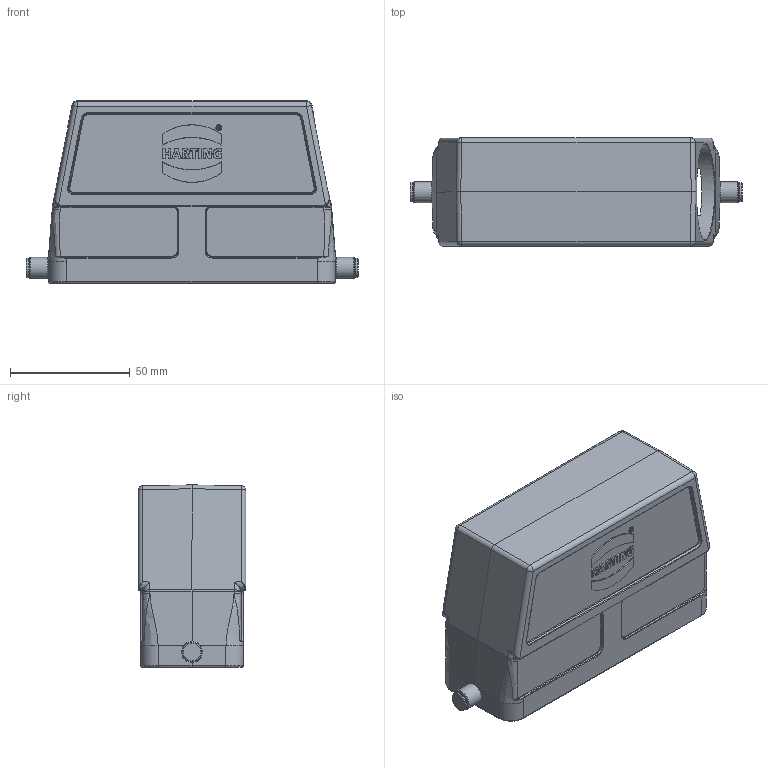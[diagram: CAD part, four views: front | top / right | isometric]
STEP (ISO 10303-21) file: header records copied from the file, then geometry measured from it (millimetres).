
FILE_DESCRIPTION(/* description */ (''),/* implementation_level */ '2;1');
FILE_NAME(/* name */ '100110721ugm000_c.stp',/* time_stamp */ '2017-11-06T08:03:01+01:00',/* author */ (''),/* organization */ (''),/* preprocessor_version */ 'ST-DEVELOPER v16',/* originating_system */ 'SIEMENS PLM Software NX 10.0',/* authorisation */ '');
FILE_SCHEMA (('AUTOMOTIVE_DESIGN { 1 0 10303 214 3 1 1 1 }'));
Length unit declared in the file: millimetre
Products named in the file (1): 100110721ugm000_c
Bounding box: 138.5 x 45 x 76 mm (x, y, z)
Volume: 95446.4 mm3; surface area: 52095.2 mm2
Topology: 1 solids, 1 shells, 503 faces, 1243 edges, 755 vertices
Faces by surface type: plane 175, cylinder 134, bspline 88, torus 56, cone 44, sphere 6
Full cylindrical faces by diameter (mm): 3 x4, 4 x2, 8 x2, 8.8 x2, 40 x1
Entity records: 20410 total; most frequent: CARTESIAN_POINT 5670, ORIENTED_EDGE 2354, DIRECTION 2258, EDGE_CURVE 1177, AXIS2_PLACEMENT_3D 861, VERTEX_POINT 737, EDGE_LOOP 562, LINE 536
